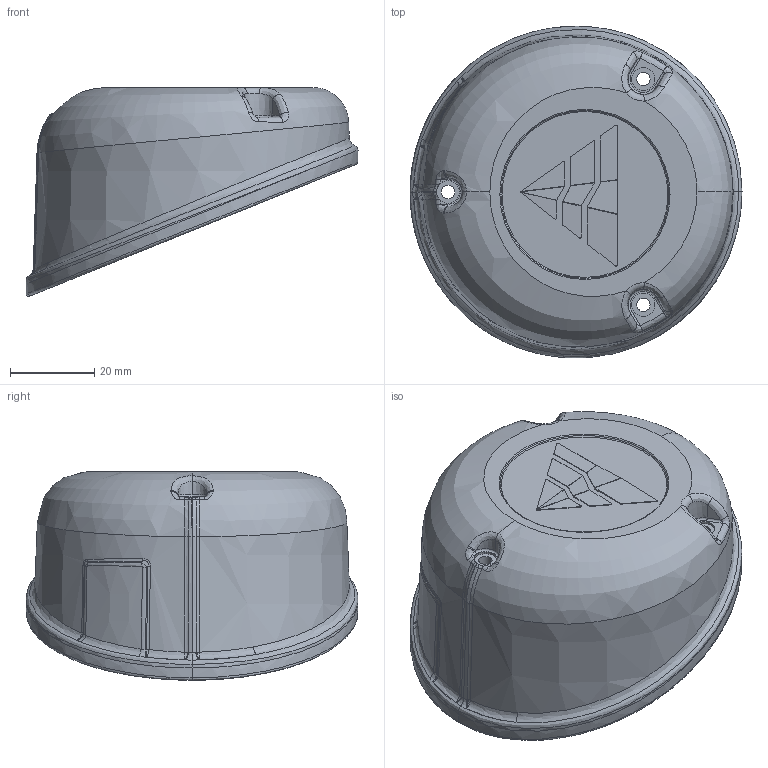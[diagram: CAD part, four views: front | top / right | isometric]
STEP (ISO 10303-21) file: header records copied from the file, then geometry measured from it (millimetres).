
FILE_DESCRIPTION (( 'STEP AP203' ), '1' );
FILE_NAME ('机械臂关节盖（小）.step', '2021-08-27T11:02:29', ( 'Windows User' ), ( 'P R C' ), 'SwSTEP 2.0', 'SolidWorks 2016', '' );
FILE_SCHEMA (( 'CONFIG_CONTROL_DESIGN' ));
Length unit declared in the file: millimetre
Products named in the file (1): 儂迮旋壽誹裔ㄗ苤ㄘ
Bounding box: 79.01 x 78.93 x 49.65 mm (x, y, z)
Volume: 31049.9 mm3; surface area: 23741.6 mm2
Topology: 1 solids, 1 shells, 411 faces, 1094 edges, 693 vertices
Faces by surface type: bspline 175, plane 140, cylinder 53, cone 24, torus 13, sphere 6
Entity records: 28191 total; most frequent: CARTESIAN_POINT 19824, ORIENTED_EDGE 2188, EDGE_CURVE 1094, DIRECTION 1070, VERTEX_POINT 693, B_SPLINE_CURVE_WITH_KNOTS 533, EDGE_LOOP 425, ADVANCED_FACE 411
